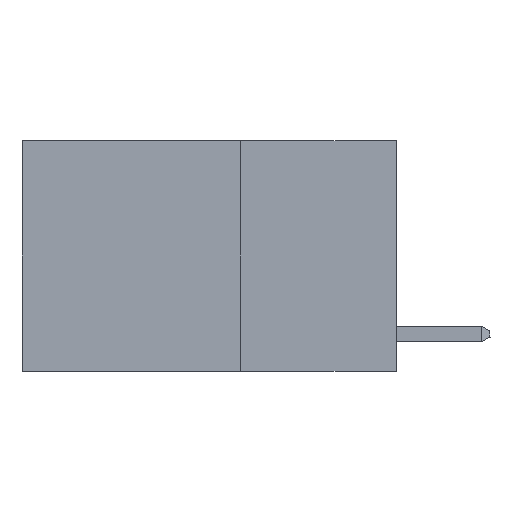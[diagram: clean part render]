
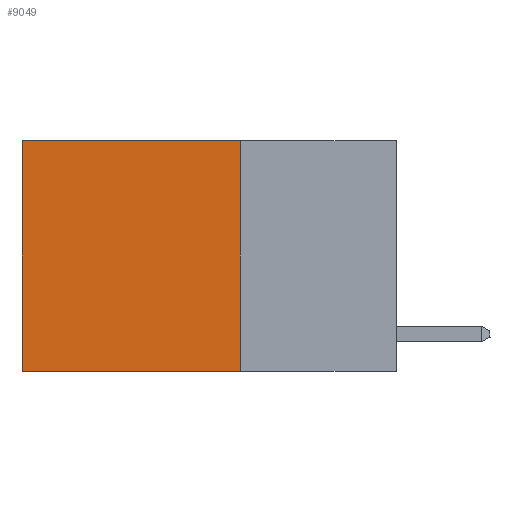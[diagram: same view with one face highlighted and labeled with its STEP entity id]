
A CAD part, left-side view. The second image highlights one B-rep face of the part: STEP entity #9049.
In plain terms, the highlighted planar face has unit normal (-1, 0, 0).
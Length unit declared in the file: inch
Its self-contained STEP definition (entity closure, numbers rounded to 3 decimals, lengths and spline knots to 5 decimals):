
#152 = CARTESIAN_POINT ( 'NONE',  ( 0.2625, 0.25, -0.37 ) ) ;
#516 = LINE ( 'NONE', #152, #16472 ) ;
#1694 = LINE ( 'NONE', #10477, #21336 ) ;
#2045 = DIRECTION ( 'NONE',  ( 0., 1., 0. ) ) ;
#2149 = DIRECTION ( 'NONE',  ( 0., 0., -1. ) ) ;
#3964 = ORIENTED_EDGE ( 'NONE', *, *, #19594, .F. ) ;
#5132 = CARTESIAN_POINT ( 'NONE',  ( 0.2625, 0.6, 0. ) ) ;
#5161 = EDGE_LOOP ( 'NONE', ( #11582, #3964, #20090, #19130 ) ) ;
#5235 = VECTOR ( 'NONE', #16050, 39.37008 ) ;
#9049 = ADVANCED_FACE ( 'NONE', ( #12924 ), #18275, .F. ) ;
#9115 = EDGE_CURVE ( 'NONE', #12429, #14793, #16280, .T. ) ;
#10477 = CARTESIAN_POINT ( 'NONE',  ( 0.2625, 0.25, 0. ) ) ;
#10585 = LINE ( 'NONE', #19701, #5235 ) ;
#11047 = CARTESIAN_POINT ( 'NONE',  ( 0.2625, 0.25, 0. ) ) ;
#11306 = VERTEX_POINT ( 'NONE', #23073 ) ;
#11582 = ORIENTED_EDGE ( 'NONE', *, *, #9115, .T. ) ;
#11970 = DIRECTION ( 'NONE',  ( 0., 0., -1. ) ) ;
#12429 = VERTEX_POINT ( 'NONE', #5132 ) ;
#12812 = DIRECTION ( 'NONE',  ( 1., 0., 0. ) ) ;
#12819 = EDGE_CURVE ( 'NONE', #17961, #11306, #1694, .T. ) ;
#12924 = FACE_OUTER_BOUND ( 'NONE', #5161, .T. ) ;
#14640 = VECTOR ( 'NONE', #11970, 39.37008 ) ;
#14775 = CARTESIAN_POINT ( 'NONE',  ( 0.2625, 0.6, 0. ) ) ;
#14793 = VERTEX_POINT ( 'NONE', #21168 ) ;
#15697 = AXIS2_PLACEMENT_3D ( 'NONE', #11047, #12812, #2149 ) ;
#16050 = DIRECTION ( 'NONE',  ( 0., 1., 0. ) ) ;
#16280 = LINE ( 'NONE', #14775, #14640 ) ;
#16367 = EDGE_CURVE ( 'NONE', #17961, #12429, #10585, .T. ) ;
#16472 = VECTOR ( 'NONE', #2045, 39.37008 ) ;
#16777 = CARTESIAN_POINT ( 'NONE',  ( 0.2625, 0.25, 0. ) ) ;
#17961 = VERTEX_POINT ( 'NONE', #16777 ) ;
#18275 = PLANE ( 'NONE',  #15697 ) ;
#19130 = ORIENTED_EDGE ( 'NONE', *, *, #16367, .T. ) ;
#19594 = EDGE_CURVE ( 'NONE', #11306, #14793, #516, .T. ) ;
#19701 = CARTESIAN_POINT ( 'NONE',  ( 0.2625, 0.25, 0. ) ) ;
#20090 = ORIENTED_EDGE ( 'NONE', *, *, #12819, .F. ) ;
#21168 = CARTESIAN_POINT ( 'NONE',  ( 0.2625, 0.6, -0.37 ) ) ;
#21336 = VECTOR ( 'NONE', #21563, 39.37008 ) ;
#21563 = DIRECTION ( 'NONE',  ( 0., 0., -1. ) ) ;
#23073 = CARTESIAN_POINT ( 'NONE',  ( 0.2625, 0.25, -0.37 ) ) ;
